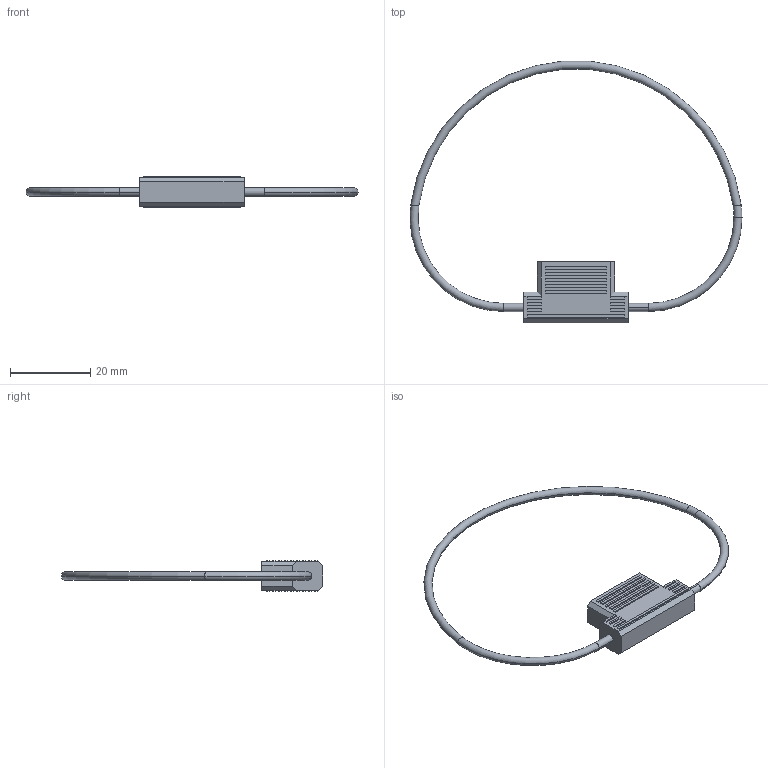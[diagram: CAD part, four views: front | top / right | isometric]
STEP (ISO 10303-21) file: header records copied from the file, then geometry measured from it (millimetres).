
FILE_DESCRIPTION (( 'STEP AP214' ), '1' );
FILE_NAME ('BF355.STEP', '2019-12-03T17:48:40', ( '' ), ( '' ), 'SwSTEP 2.0', 'SolidWorks 2017', '' );
FILE_SCHEMA (( 'AUTOMOTIVE_DESIGN' ));
Length unit declared in the file: millimetre
Products named in the file (1): BF355
Bounding box: 82.92 x 65.29 x 7.6 mm (x, y, z)
Volume: 3008.4 mm3; surface area: 2839.6 mm2
Topology: 2 solids, 2 shells, 164 faces, 390 edges, 256 vertices
Faces by surface type: plane 152, torus 8, cylinder 4
Entity records: 4685 total; most frequent: CARTESIAN_POINT 811, ORIENTED_EDGE 780, DIRECTION 744, EDGE_CURVE 390, VECTOR 366, LINE 366, VERTEX_POINT 256, EDGE_LOOP 190
